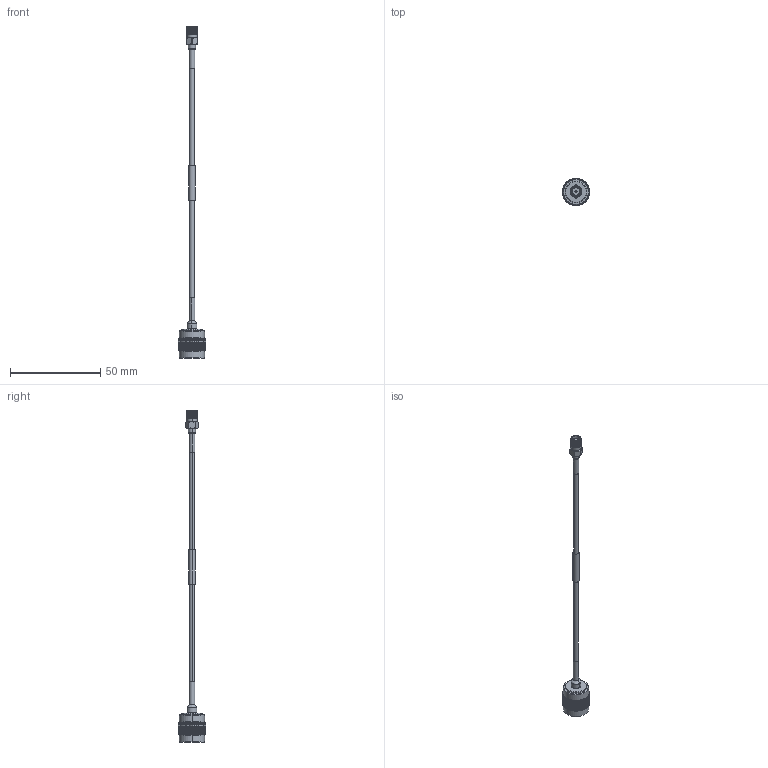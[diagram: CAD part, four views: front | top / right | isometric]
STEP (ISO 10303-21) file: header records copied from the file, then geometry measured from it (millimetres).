
FILE_DESCRIPTION (( 'STEP AP214' ), '1' );
FILE_NAME ('LCCA30628.step', '2020-05-06T20:33:39', ( '' ), ( '' ), 'SwSTEP 2.0', 'SolidWorks 2018', '' );
FILE_SCHEMA (( 'AUTOMOTIVE_DESIGN' ));
Length unit declared in the file: inch
Products named in the file (5): LCCN3058^LCCA30628_Heat Shrink; LC085TBJ^LCCA30628; Label^LCCA30628; LCCN3046^LCCA30628_Heat Shrink; LCCA30628
Assembly tree (4 placements, depth 2):
  LCCA30628
    LC085TBJ^LCCA30628
    Label^LCCA30628
    LCCN3058^LCCA30628_Heat Shrink
    LCCN3046^LCCA30628_Heat Shrink
Bounding box: 14.99 x 14.99 x 183.63 mm (x, y, z)
Volume: 3175.9 mm3; surface area: 4046 mm2
Topology: 4 solids, 6 shells, 2239 faces, 4790 edges, 2575 vertices
Faces by surface type: bspline 1690, cylinder 453, plane 55, cone 31, torus 10
Entity records: 90344 total; most frequent: CARTESIAN_POINT 60251, ORIENTED_EDGE 9580, EDGE_CURVE 4790, VERTEX_POINT 2575, EDGE_LOOP 2251, FACE_OUTER_BOUND 2239, ADVANCED_FACE 2239, B_SPLINE_CURVE_WITH_KNOTS 2100
